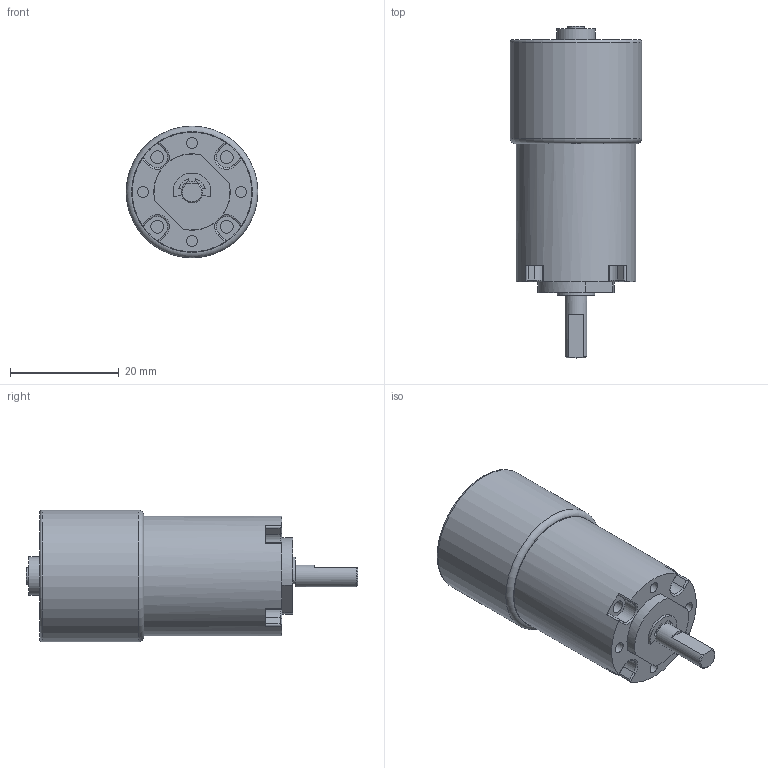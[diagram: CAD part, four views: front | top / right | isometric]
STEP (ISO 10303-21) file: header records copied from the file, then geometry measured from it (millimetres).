
FILE_DESCRIPTION((''),'2;1');
FILE_NAME('k22-2419 SERIES.stp','2015-02-26T17:44:38',('AHN'),(''),'Autodesk Inventor 2012','Autodesk Inventor 2012','');
FILE_SCHEMA(('CONFIG_CONTROL_DESIGN'));
Length unit declared in the file: millimetre
Products named in the file (1): k22-2419
Bounding box: 24.2 x 60.95 x 24.2 mm (x, y, z)
Volume: 18667.9 mm3; surface area: 4602.2 mm2
Topology: 1 solids, 1 shells, 92 faces, 217 edges, 139 vertices
Faces by surface type: plane 44, cylinder 41, torus 6, cone 1
Full cylindrical faces by diameter (mm): 2 x4, 2.4 x4, 3 x1, 4 x1, 7 x1, 22 x1, 24.2 x1
Entity records: 2636 total; most frequent: DIRECTION 488, CARTESIAN_POINT 472, ORIENTED_EDGE 400, EDGE_CURVE 200, AXIS2_PLACEMENT_3D 199, VERTEX_POINT 137, EDGE_LOOP 119, CIRCLE 98
